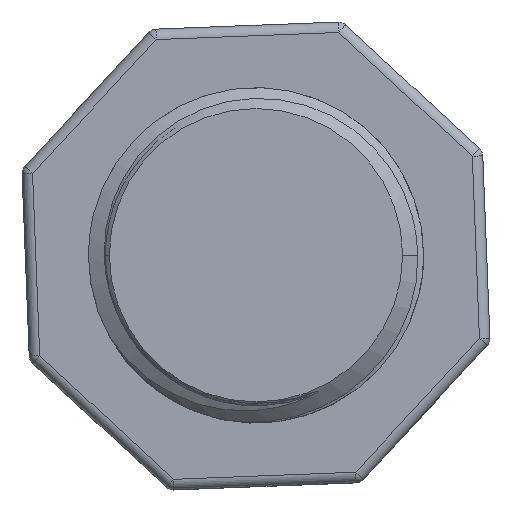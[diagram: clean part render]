
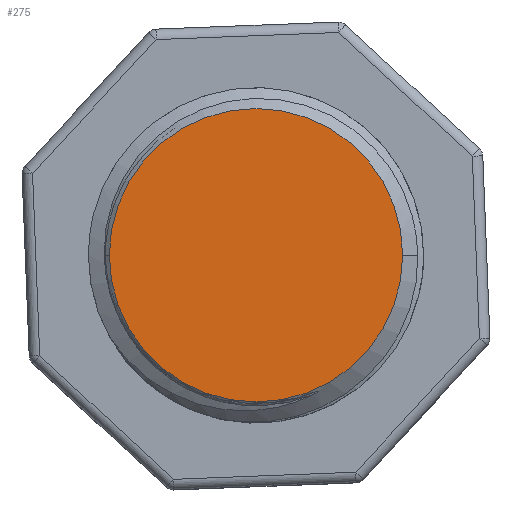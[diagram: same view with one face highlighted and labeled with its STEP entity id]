
A CAD part, top view. The second image highlights one B-rep face of the part: STEP entity #275.
In plain terms, the highlighted planar face has unit normal (0, 0, 1).
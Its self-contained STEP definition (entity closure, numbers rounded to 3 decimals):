
#275 = ADVANCED_FACE ( 'NONE', ( #5905 ), #6157, .F. ) ;
#530 = CIRCLE ( 'NONE', #531, 7. ) ;
#531 = AXIS2_PLACEMENT_3D ( 'NONE', #2535, #2536, #2537 ) ;
#1908 = CARTESIAN_POINT ( 'NONE',  ( 0., 0., 19. ) ) ;
#1909 = DIRECTION ( 'NONE',  ( 0., 0., 1. ) ) ;
#1910 = DIRECTION ( 'NONE',  ( -1., 0., 0. ) ) ;
#2462 = CARTESIAN_POINT ( 'NONE',  ( -7., 0., 19. ) ) ;
#2476 = CARTESIAN_POINT ( 'NONE',  ( 7., 0., 19. ) ) ;
#2535 = CARTESIAN_POINT ( 'NONE',  ( 0., 0., 19. ) ) ;
#2536 = DIRECTION ( 'NONE',  ( 0., 0., 1. ) ) ;
#2537 = DIRECTION ( 'NONE',  ( -1., 0., 0. ) ) ;
#3760 = EDGE_CURVE ( 'NONE', #4145, #4189, #4979, .T. ) ;
#3808 = AXIS2_PLACEMENT_3D ( 'NONE', #5906, #6159, #6160 ) ;
#4145 = VERTEX_POINT ( 'NONE', #2462 ) ;
#4189 = VERTEX_POINT ( 'NONE', #2476 ) ;
#4261 = EDGE_LOOP ( 'NONE', ( #4523, #4435 ) ) ;
#4306 = EDGE_CURVE ( 'NONE', #4189, #4145, #530, .T. ) ;
#4435 = ORIENTED_EDGE ( 'NONE', *, *, #4306, .T. ) ;
#4523 = ORIENTED_EDGE ( 'NONE', *, *, #3760, .T. ) ;
#4959 = AXIS2_PLACEMENT_3D ( 'NONE', #1908, #1909, #1910 ) ;
#4979 = CIRCLE ( 'NONE', #4959, 7. ) ;
#5905 = FACE_OUTER_BOUND ( 'NONE', #4261, .T. ) ;
#5906 = CARTESIAN_POINT ( 'NONE',  ( 0., 0., 19. ) ) ;
#6157 = PLANE ( 'NONE',  #3808 ) ;
#6159 = DIRECTION ( 'NONE',  ( 0., 0., -1. ) ) ;
#6160 = DIRECTION ( 'NONE',  ( -1., 0., 0. ) ) ;
